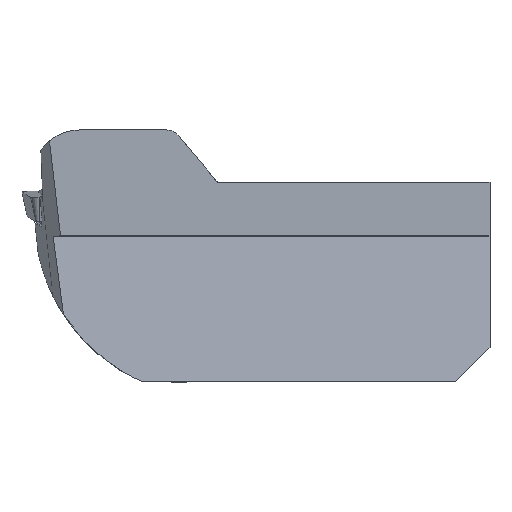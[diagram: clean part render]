
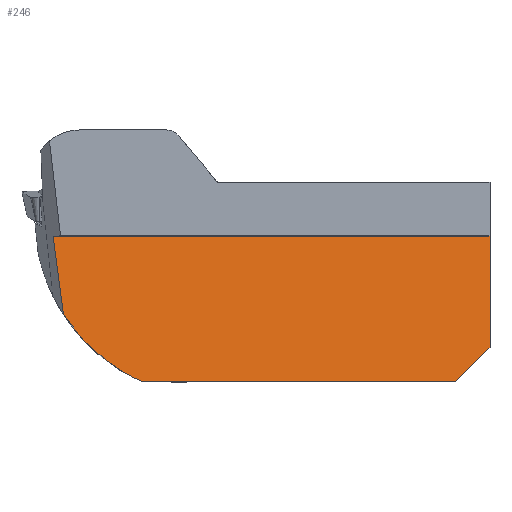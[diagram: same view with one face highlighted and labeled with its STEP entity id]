
A CAD part, top view. The second image highlights one B-rep face of the part: STEP entity #246.
In plain terms, the highlighted planar face has unit normal (0, 0.139, 0.99).
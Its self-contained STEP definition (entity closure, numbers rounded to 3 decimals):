
#246=ADVANCED_FACE('',(#396),#334,.T.);
#334=PLANE('',#1902);
#396=FACE_OUTER_BOUND('',#465,.T.);
#465=EDGE_LOOP('',(#715,#716,#717,#718,#719,#720));
#574=B_SPLINE_CURVE_WITH_KNOTS('',3,(#2659,#2660,#2661,#2662),
 .UNSPECIFIED.,.F.,.F.,(4,4),(0.,1.),.UNSPECIFIED.);
#715=ORIENTED_EDGE('',*,*,#1340,.F.);
#716=ORIENTED_EDGE('',*,*,#1324,.T.);
#717=ORIENTED_EDGE('',*,*,#1317,.T.);
#718=ORIENTED_EDGE('',*,*,#1341,.F.);
#719=ORIENTED_EDGE('',*,*,#1342,.F.);
#720=ORIENTED_EDGE('',*,*,#1343,.F.);
#1131=VERTEX_POINT('',#2630);
#1136=VERTEX_POINT('',#2639);
#1142=VERTEX_POINT('',#2663);
#1150=VERTEX_POINT('',#2698);
#1151=VERTEX_POINT('',#2700);
#1152=VERTEX_POINT('',#2702);
#1317=EDGE_CURVE('',#1131,#1136,#1538,.T.);
#1324=EDGE_CURVE('',#1142,#1131,#574,.T.);
#1340=EDGE_CURVE('',#1142,#1150,#1555,.T.);
#1341=EDGE_CURVE('',#1151,#1136,#1556,.T.);
#1342=EDGE_CURVE('',#1152,#1151,#1557,.T.);
#1343=EDGE_CURVE('',#1150,#1152,#1558,.T.);
#1538=LINE('',#2640,#1693);
#1555=LINE('',#2697,#1711);
#1556=LINE('',#2699,#1712);
#1557=LINE('',#2701,#1713);
#1558=LINE('',#2703,#1714);
#1693=VECTOR('',#2102,1.);
#1711=VECTOR('',#2138,1.);
#1712=VECTOR('',#2139,1.);
#1713=VECTOR('',#2140,1.);
#1714=VECTOR('',#2141,1.);
#1902=AXIS2_PLACEMENT_3D('',#2704,#2142,#2143);
#2102=DIRECTION('',(1.,0.,0.));
#2138=DIRECTION('',(-0.13,0.982,-0.138));
#2139=DIRECTION('',(-0.704,-0.704,0.099));
#2140=DIRECTION('',(0.,-0.99,0.139));
#2141=DIRECTION('',(1.,0.,0.));
#2142=DIRECTION('',(0.,0.139,0.99));
#2143=DIRECTION('',(0.,-0.99,0.139));
#2630=CARTESIAN_POINT('',(-28.8,-26.,2.67));
#2639=CARTESIAN_POINT('',(12.,-26.,2.67));
#2640=CARTESIAN_POINT('',(-51.15,-26.,2.67));
#2659=CARTESIAN_POINT('',(-39.067,-17.231,1.438));
#2660=CARTESIAN_POINT('',(-36.581,-21.086,1.98));
#2661=CARTESIAN_POINT('',(-33.02,-24.139,2.409));
#2662=CARTESIAN_POINT('',(-28.8,-26.,2.67));
#2663=CARTESIAN_POINT('',(-39.067,-17.231,1.438));
#2697=CARTESIAN_POINT('',(-40.598,-5.634,-0.192));
#2698=CARTESIAN_POINT('',(-40.418,-7.,0.));
#2699=CARTESIAN_POINT('',(-9.673,-47.673,5.716));
#2700=CARTESIAN_POINT('',(16.5,-21.5,2.038));
#2701=CARTESIAN_POINT('',(16.5,-7.,0.));
#2702=CARTESIAN_POINT('',(16.5,-7.,0.));
#2703=CARTESIAN_POINT('',(-51.15,-7.,0.));
#2704=CARTESIAN_POINT('',(-51.15,-7.,0.));
